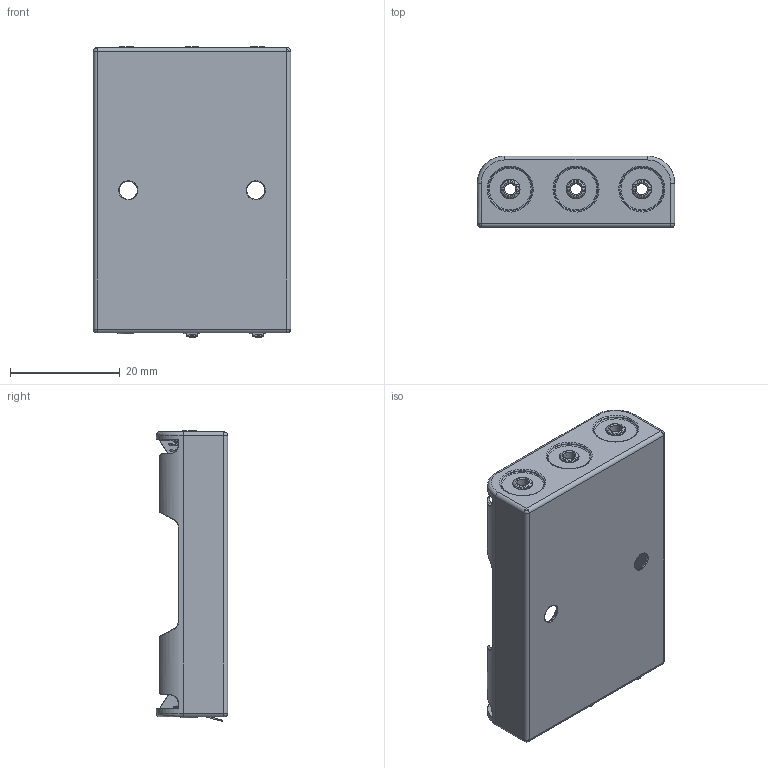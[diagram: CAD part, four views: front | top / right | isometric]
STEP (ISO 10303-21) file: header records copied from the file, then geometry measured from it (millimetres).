
FILE_DESCRIPTION (( 'STEP AP214' ), '1' );
FILE_NAME ('User Library-3x AAA battery holder_update.STEP', '2018-09-17T20:30:11', ( '' ), ( '' ), 'SwSTEP 2.0', 'SolidWorks 2018', '' );
FILE_SCHEMA (( 'AUTOMOTIVE_DESIGN' ));
Length unit declared in the file: millimetre
Products named in the file (5): User Library-3x AAA battery holder_update_wstawka; User Library-3x AAA battery holder_update_3x AAA battery holder; User Library-3x AAA battery holder_update_wtyczka; User Library-3x AAA battery holder_update; User Library-3x AAA battery holder_update_spr_X2_0119017C_X0_yna
Assembly tree (12 placements, depth 2):
  User Library-3x AAA battery holder_update
    User Library-3x AAA battery holder_update_3x AAA battery holder
    User Library-3x AAA battery holder_update_wstawka  x6
    User Library-3x AAA battery holder_update_spr_X2_0119017C_X0_yna  x3
    User Library-3x AAA battery holder_update_wtyczka  x2
Bounding box: 36 x 13 x 52.98 mm (x, y, z)
Volume: 5047.1 mm3; surface area: 8970.1 mm2
Topology: 12 solids, 12 shells, 624 faces, 1443 edges, 817 vertices
Faces by surface type: bspline 295, cylinder 183, plane 70, cone 52, torus 24
Entity records: 23252 total; most frequent: CARTESIAN_POINT 10893, ORIENTED_EDGE 1828, DIRECTION 1356, EDGE_CURVE 914, AXIS2_PLACEMENT_3D 550, VERTEX_POINT 531, EDGE_LOOP 421, UNCERTAINTY_MEASURE_WITH_UNIT 408
